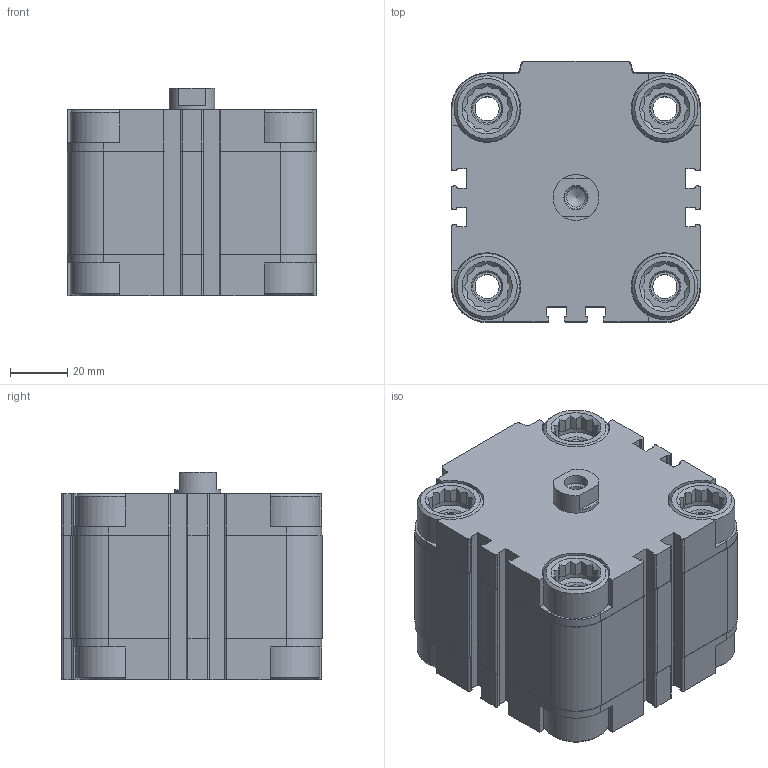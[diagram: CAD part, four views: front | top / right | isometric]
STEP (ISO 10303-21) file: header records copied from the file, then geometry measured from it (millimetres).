
FILE_DESCRIPTION(/* description */ ('STEP AP214'),/* implementation_level */ '2;1');
FILE_NAME(/* name */ '156560_ADVU-63-15-P-A',/* time_stamp */ '2024-08-02T16:18:52+02:00',/* author */ ('License CC BY-ND 4.0'),/* organization */ ('CADENAS'),/* preprocessor_version */ 'ST-DEVELOPER v19.3',/* originating_system */ 'PARTsolutions',/* authorisation */ ' ');
FILE_SCHEMA (('AUTOMOTIVE_DESIGN {1 0 10303 214 3 1 1}'));
Length unit declared in the file: millimetre
Products named in the file (3): 156560 ADVU-63-15-P-A---(0); 156560 ADVU-63-15-P-A---(ZR); 156560 ADVU-63-15-P-A---(KS)
Assembly tree (2 placements, depth 2):
  156560 ADVU-63-15-P-A---(0)
    156560 ADVU-63-15-P-A---(ZR)
    156560 ADVU-63-15-P-A---(KS)
Bounding box: 87 x 91 x 72.5 mm (x, y, z)
Volume: 396565.5 mm3; surface area: 82138 mm2
Topology: 2 solids, 2 shells, 537 faces, 1444 edges, 956 vertices
Faces by surface type: plane 365, cylinder 141, cone 31
Full cylindrical faces by diameter (mm): 6.647 x1, 8 x1, 8.376 x8, 8.4 x1, 8.566 x2, 15.4 x4, 16 x2, 16.5 x8, 23 x8, 63 x2
Entity records: 16632 total; most frequent: CARTESIAN_POINT 3437, ORIENTED_EDGE 2738, DIRECTION 2578, EDGE_CURVE 1369, VERTEX_POINT 952, AXIS2_PLACEMENT_3D 861, LINE 856, VECTOR 856
